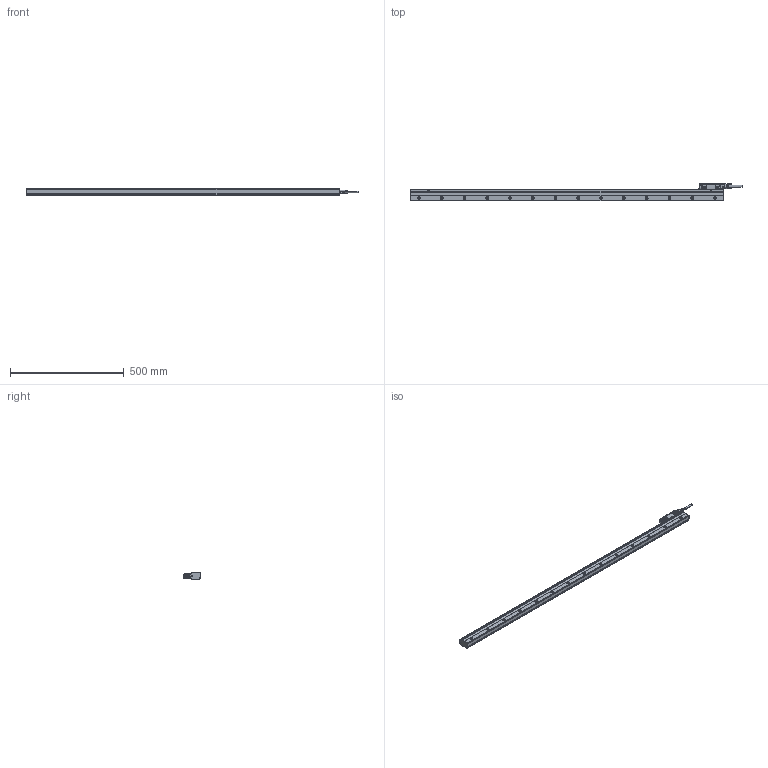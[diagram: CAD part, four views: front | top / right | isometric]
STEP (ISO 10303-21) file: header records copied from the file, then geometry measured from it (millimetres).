
FILE_DESCRIPTION(('CATIA V5 STEP'),'2;1');
FILE_NAME('SR84_SR85_X_L_124_V1.stp','2018-11-30T03:52:12+00:00',('none'),('none'),'CATIA Version 5 Release 19 SP 6 (IN-10)','CATIA V5 STEP AP214','none');
FILE_SCHEMA(('AUTOMOTIVE_DESIGN { 1 0 10303 214 1 1 1 1 }'));
Products named in the file (3): SR87_L_124; SR87-124_S; SR87_head_L
Assembly tree (2 placements, depth 2):
  SR87_L_124
    SR87-124_S
    SR87_head_L
Bounding box: 1457.7 x 78 x 29 mm (x, y, z)
Volume: 1800856.5 mm3; surface area: 263539.6 mm2
Topology: 2 solids, 18 shells, 2566 faces, 6561 edges, 3936 vertices
Faces by surface type: plane 1176, cylinder 880, torus 175, cone 175, sphere 107, bspline 53
Entity records: 77380 total; most frequent: CARTESIAN_POINT 20433, ORIENTED_EDGE 12870, DIRECTION 9557, EDGE_CURVE 6435, AXIS2_PLACEMENT_3D 4041, VERTEX_POINT 3936, VECTOR 3465, LINE 3465
